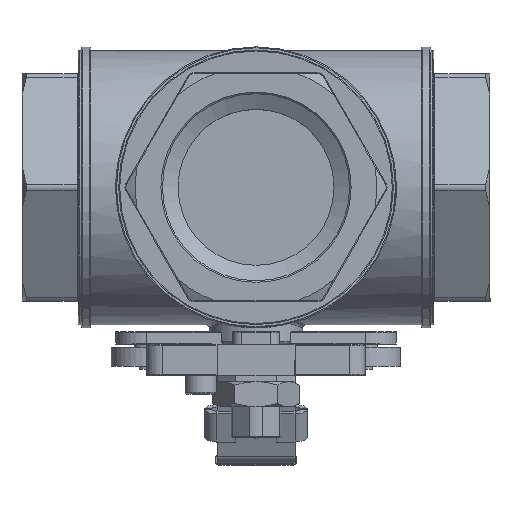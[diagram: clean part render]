
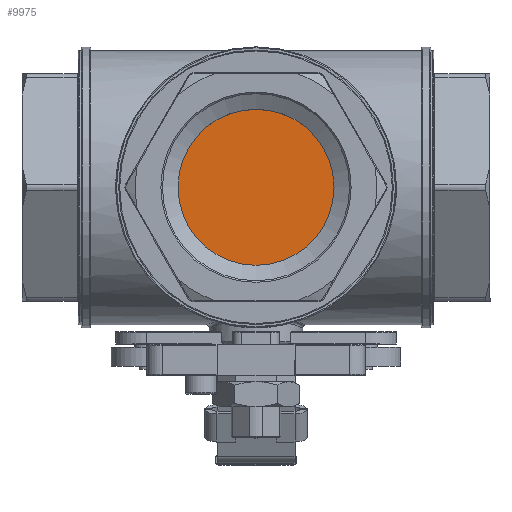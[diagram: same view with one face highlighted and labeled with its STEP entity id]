
A CAD part, top view. The second image highlights one B-rep face of the part: STEP entity #9975.
In plain terms, the highlighted planar face has unit normal (0, 0, 1).
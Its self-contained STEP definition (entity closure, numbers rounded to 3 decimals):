
#570=PLANE('',#10879);
#942=FACE_OUTER_BOUND('',#1531,.T.);
#1531=EDGE_LOOP('',(#7050));
#3729=CIRCLE('',#10880,25.);
#4254=VERTEX_POINT('',#16101);
#5305=EDGE_CURVE('',#4254,#4254,#3729,.T.);
#7050=ORIENTED_EDGE('',*,*,#5305,.F.);
#9975=ADVANCED_FACE('',(#942),#570,.T.);
#10879=AXIS2_PLACEMENT_3D('',#16100,#12366,#12367);
#10880=AXIS2_PLACEMENT_3D('',#16102,#12368,#12369);
#12366=DIRECTION('center_axis',(0.,0.,1.));
#12367=DIRECTION('ref_axis',(1.,0.,0.));
#12368=DIRECTION('center_axis',(0.,0.,-1.));
#12369=DIRECTION('ref_axis',(1.,0.,0.));
#16100=CARTESIAN_POINT('Origin',(75.,0.,39.25));
#16101=CARTESIAN_POINT('',(50.,0.,39.25));
#16102=CARTESIAN_POINT('Origin',(75.,0.,39.25));
